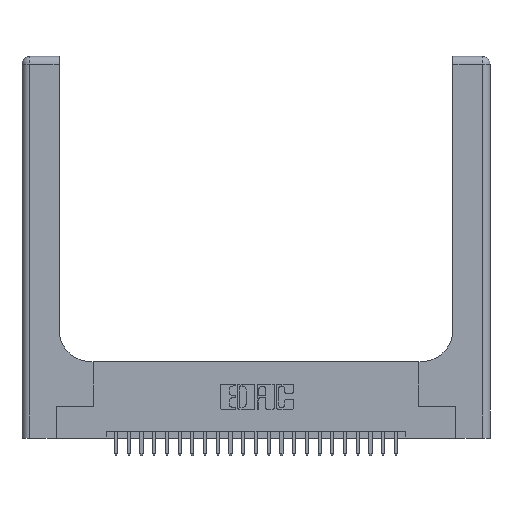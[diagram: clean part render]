
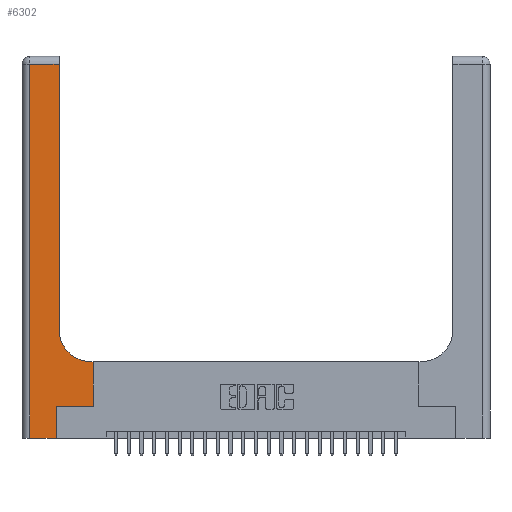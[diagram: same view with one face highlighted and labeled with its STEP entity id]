
A CAD part, top view. The second image highlights one B-rep face of the part: STEP entity #6302.
In plain terms, the highlighted planar face has unit normal (0, 0, 1).
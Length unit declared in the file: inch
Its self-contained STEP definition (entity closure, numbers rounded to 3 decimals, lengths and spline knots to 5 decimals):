
#65 = CARTESIAN_POINT ( 'NONE',  ( 0.06, 0., 0.37 ) ) ;
#802 = VECTOR ( 'NONE', #17202, 39.37008 ) ;
#2251 = DIRECTION ( 'NONE',  ( 1., 0., 0. ) ) ;
#2535 = CIRCLE ( 'NONE', #23197, 0.25 ) ;
#3043 = DIRECTION ( 'NONE',  ( 0., -1., 0. ) ) ;
#4260 = CARTESIAN_POINT ( 'NONE',  ( 0.269, 0.25, 0.37 ) ) ;
#4364 = EDGE_CURVE ( 'NONE', #5156, #21824, #11613, .T. ) ;
#4727 = DIRECTION ( 'NONE',  ( 0., 1., 0. ) ) ;
#5034 = CARTESIAN_POINT ( 'NONE',  ( 0.5585, 0.25, 0.37 ) ) ;
#5156 = VERTEX_POINT ( 'NONE', #13730 ) ;
#5412 = CARTESIAN_POINT ( 'NONE',  ( 0.5585, 0.6, 0.37 ) ) ;
#5775 = PLANE ( 'NONE',  #6400 ) ;
#5788 = EDGE_CURVE ( 'NONE', #20772, #19275, #22382, .T. ) ;
#6102 = EDGE_CURVE ( 'NONE', #19275, #6198, #11570, .T. ) ;
#6198 = VERTEX_POINT ( 'NONE', #5412 ) ;
#6302 = ADVANCED_FACE ( 'NONE', ( #21732 ), #5775, .F. ) ;
#6400 = AXIS2_PLACEMENT_3D ( 'NONE', #9842, #23659, #11856 ) ;
#6794 = DIRECTION ( 'NONE',  ( 1., 0., 0. ) ) ;
#7154 = VECTOR ( 'NONE', #2251, 39.37008 ) ;
#7340 = ORIENTED_EDGE ( 'NONE', *, *, #10510, .T. ) ;
#7874 = LINE ( 'NONE', #17059, #12609 ) ;
#8097 = ORIENTED_EDGE ( 'NONE', *, *, #6102, .T. ) ;
#9073 = ORIENTED_EDGE ( 'NONE', *, *, #20149, .T. ) ;
#9086 = ORIENTED_EDGE ( 'NONE', *, *, #11347, .T. ) ;
#9114 = EDGE_LOOP ( 'NONE', ( #15696, #16439, #9086, #7340, #9073, #13271, #8097, #14780, #22387 ) ) ;
#9538 = DIRECTION ( 'NONE',  ( 0., 0., -1. ) ) ;
#9790 = CARTESIAN_POINT ( 'NONE',  ( 0.269, 0., 0.37 ) ) ;
#9797 = CARTESIAN_POINT ( 'NONE',  ( 0., 2.94, 0.37 ) ) ;
#9842 = CARTESIAN_POINT ( 'NONE',  ( 0., 3., 0.37 ) ) ;
#9847 = CARTESIAN_POINT ( 'NONE',  ( 0.269, 0.25, 0.37 ) ) ;
#10053 = VECTOR ( 'NONE', #11804, 39.37008 ) ;
#10475 = VECTOR ( 'NONE', #25737, 39.37008 ) ;
#10510 = EDGE_CURVE ( 'NONE', #18356, #22541, #10807, .T. ) ;
#10689 = LINE ( 'NONE', #9790, #10053 ) ;
#10807 = LINE ( 'NONE', #16738, #20660 ) ;
#11257 = CARTESIAN_POINT ( 'NONE',  ( 0.5585, 0.25, 0.37 ) ) ;
#11347 = EDGE_CURVE ( 'NONE', #21824, #18356, #7874, .T. ) ;
#11570 = LINE ( 'NONE', #11257, #802 ) ;
#11613 = LINE ( 'NONE', #9797, #16248 ) ;
#11804 = DIRECTION ( 'NONE',  ( 0., 1., 0. ) ) ;
#11856 = DIRECTION ( 'NONE',  ( -1., 0., 0. ) ) ;
#11885 = CARTESIAN_POINT ( 'NONE',  ( 0.5415, 0.6, 0.37 ) ) ;
#11981 = CARTESIAN_POINT ( 'NONE',  ( 0.2915, 0.6, 0.37 ) ) ;
#12609 = VECTOR ( 'NONE', #3043, 39.37008 ) ;
#12750 = CARTESIAN_POINT ( 'NONE',  ( 0.2915, 3., 0.37 ) ) ;
#12812 = VECTOR ( 'NONE', #4727, 39.37008 ) ;
#13271 = ORIENTED_EDGE ( 'NONE', *, *, #5788, .T. ) ;
#13729 = DIRECTION ( 'NONE',  ( -1., 0., 0. ) ) ;
#13730 = CARTESIAN_POINT ( 'NONE',  ( 0.2915, 2.94, 0.37 ) ) ;
#14780 = ORIENTED_EDGE ( 'NONE', *, *, #20178, .T. ) ;
#15696 = ORIENTED_EDGE ( 'NONE', *, *, #22254, .T. ) ;
#16248 = VECTOR ( 'NONE', #13729, 39.37008 ) ;
#16439 = ORIENTED_EDGE ( 'NONE', *, *, #4364, .T. ) ;
#16738 = CARTESIAN_POINT ( 'NONE',  ( 0., 0., 0.37 ) ) ;
#17059 = CARTESIAN_POINT ( 'NONE',  ( 0.06, 3., 0.37 ) ) ;
#17202 = DIRECTION ( 'NONE',  ( 0., 1., 0. ) ) ;
#17654 = CARTESIAN_POINT ( 'NONE',  ( 0.269, 0., 0.37 ) ) ;
#18058 = LINE ( 'NONE', #12750, #12812 ) ;
#18155 = EDGE_CURVE ( 'NONE', #19003, #24818, #2535, .T. ) ;
#18356 = VERTEX_POINT ( 'NONE', #65 ) ;
#19003 = VERTEX_POINT ( 'NONE', #11885 ) ;
#19275 = VERTEX_POINT ( 'NONE', #5034 ) ;
#20149 = EDGE_CURVE ( 'NONE', #22541, #20772, #10689, .T. ) ;
#20178 = EDGE_CURVE ( 'NONE', #6198, #19003, #20331, .T. ) ;
#20331 = LINE ( 'NONE', #11981, #10475 ) ;
#20587 = CARTESIAN_POINT ( 'NONE',  ( 0.2915, 0.85, 0.37 ) ) ;
#20660 = VECTOR ( 'NONE', #6794, 39.37008 ) ;
#20772 = VERTEX_POINT ( 'NONE', #9847 ) ;
#21382 = CARTESIAN_POINT ( 'NONE',  ( 0.5415, 0.85, 0.37 ) ) ;
#21732 = FACE_OUTER_BOUND ( 'NONE', #9114, .T. ) ;
#21824 = VERTEX_POINT ( 'NONE', #24166 ) ;
#22254 = EDGE_CURVE ( 'NONE', #24818, #5156, #18058, .T. ) ;
#22382 = LINE ( 'NONE', #4260, #7154 ) ;
#22387 = ORIENTED_EDGE ( 'NONE', *, *, #18155, .T. ) ;
#22541 = VERTEX_POINT ( 'NONE', #17654 ) ;
#23197 = AXIS2_PLACEMENT_3D ( 'NONE', #21382, #9538, #23378 ) ;
#23378 = DIRECTION ( 'NONE',  ( 1., 0., 0. ) ) ;
#23659 = DIRECTION ( 'NONE',  ( 0., 0., -1. ) ) ;
#24166 = CARTESIAN_POINT ( 'NONE',  ( 0.06, 2.94, 0.37 ) ) ;
#24818 = VERTEX_POINT ( 'NONE', #20587 ) ;
#25737 = DIRECTION ( 'NONE',  ( -1., 0., 0. ) ) ;
